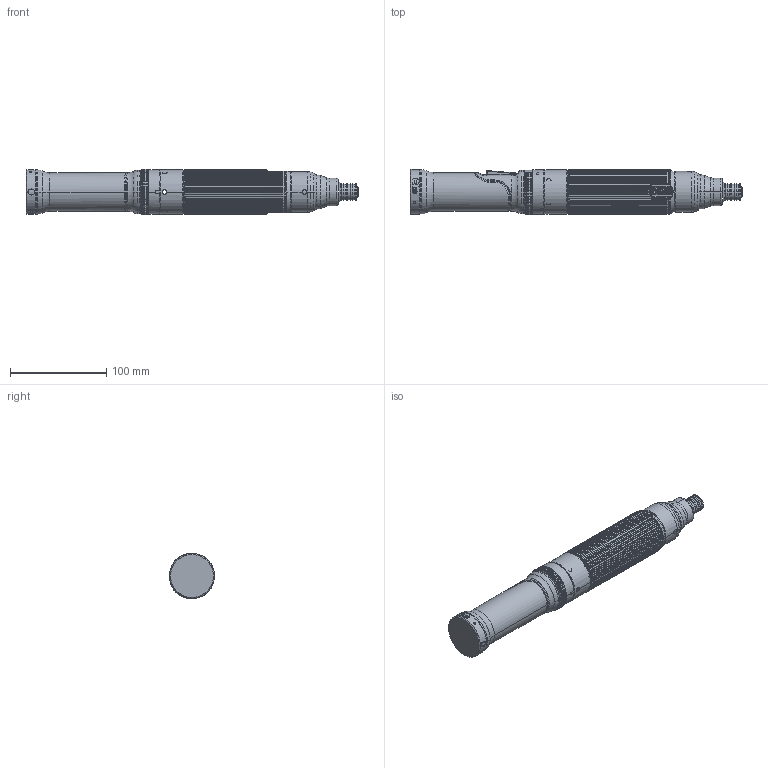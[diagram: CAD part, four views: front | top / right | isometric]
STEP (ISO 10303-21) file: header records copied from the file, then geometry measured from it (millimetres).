
FILE_DESCRIPTION((''),'2;1');
FILE_NAME('48ES12Q_SW0001','2013-06-17T',('BBFF4'),(''),'PRO/ENGINEER BY PARAMETRIC TECHNOLOGY CORPORATION, 2010140','PRO/ENGINEER BY PARAMETRIC TECHNOLOGY CORPORATION, 2010140','');
FILE_SCHEMA(('CONFIG_CONTROL_DESIGN'));
Products named in the file (1): 48ES12Q_SW0001
Bounding box: 345.31 x 46.99 x 47.24 mm (x, y, z)
Surface area: 60947.5 mm2 (no closed solid volume)
Topology: 0 solids, 34 shells, 811 faces, 2168 edges, 1371 vertices
Faces by surface type: cylinder 349, bspline 322, extrusion 38, plane 36, cone 31, torus 29, sphere 6
Entity records: 44285 total; most frequent: CARTESIAN_POINT 26593, ORIENTED_EDGE 4025, DIRECTION 3073, EDGE_CURVE 2166, VERTEX_POINT 1371, AXIS2_PLACEMENT_3D 1252, B_SPLINE_CURVE_WITH_KNOTS 872, EDGE_LOOP 811
